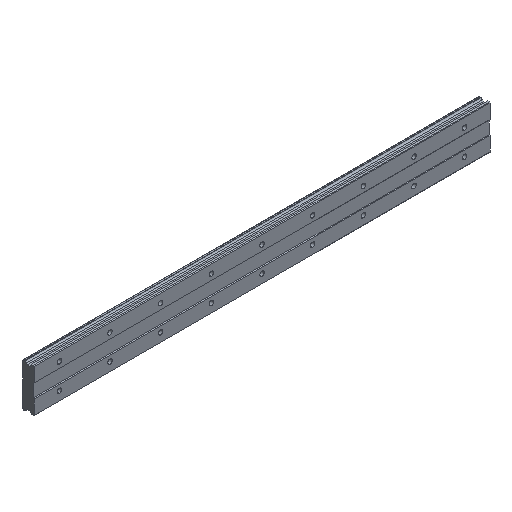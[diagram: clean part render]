
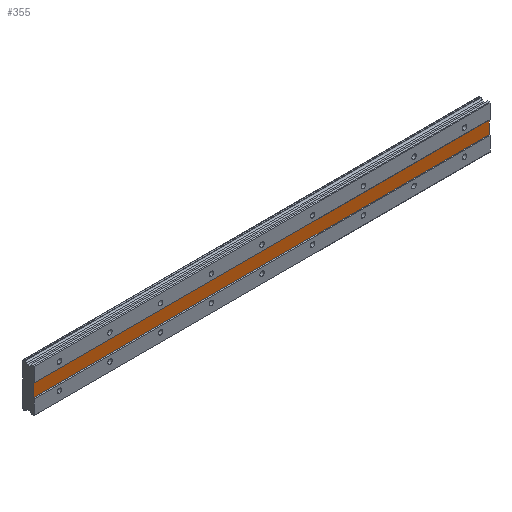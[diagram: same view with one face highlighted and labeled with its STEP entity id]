
A CAD part, isometric view. The second image highlights one B-rep face of the part: STEP entity #355.
In plain terms, the highlighted planar face has unit normal (0, -1, 0).
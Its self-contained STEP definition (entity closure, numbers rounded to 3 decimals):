
#155 = VECTOR ( 'NONE', #1479, 1000. ) ;
#226 = VERTEX_POINT ( 'NONE', #771 ) ;
#263 = DIRECTION ( 'NONE',  ( 0., 1., 0. ) ) ;
#355 = ADVANCED_FACE ( 'NONE', ( #1712 ), #2635, .F. ) ;
#476 = DIRECTION ( 'NONE',  ( 1., 0., 0. ) ) ;
#541 = ORIENTED_EDGE ( 'NONE', *, *, #3363, .F. ) ;
#575 = LINE ( 'NONE', #2965, #155 ) ;
#752 = CARTESIAN_POINT ( 'NONE',  ( -40., 1., 10. ) ) ;
#771 = CARTESIAN_POINT ( 'NONE',  ( 680., 1., 10. ) ) ;
#785 = VECTOR ( 'NONE', #3349, 1000. ) ;
#812 = DIRECTION ( 'NONE',  ( 0., 0., 1. ) ) ;
#873 = CARTESIAN_POINT ( 'NONE',  ( 680., 1., 10. ) ) ;
#996 = VECTOR ( 'NONE', #476, 1000. ) ;
#1067 = CARTESIAN_POINT ( 'NONE',  ( 680., 1., 10. ) ) ;
#1143 = CARTESIAN_POINT ( 'NONE',  ( 680., 1., -10. ) ) ;
#1161 = VERTEX_POINT ( 'NONE', #1190 ) ;
#1190 = CARTESIAN_POINT ( 'NONE',  ( -40., 1., -10. ) ) ;
#1479 = DIRECTION ( 'NONE',  ( 0., 0., -1. ) ) ;
#1712 = FACE_OUTER_BOUND ( 'NONE', #2300, .T. ) ;
#1783 = ORIENTED_EDGE ( 'NONE', *, *, #3173, .F. ) ;
#1842 = CARTESIAN_POINT ( 'NONE',  ( 680., 1., -10. ) ) ;
#1928 = VECTOR ( 'NONE', #3773, 1000. ) ;
#2082 = EDGE_CURVE ( 'NONE', #1161, #3771, #2763, .T. ) ;
#2300 = EDGE_LOOP ( 'NONE', ( #3462, #1783, #541, #3816 ) ) ;
#2354 = EDGE_CURVE ( 'NONE', #2645, #1161, #575, .T. ) ;
#2635 = PLANE ( 'NONE',  #2805 ) ;
#2645 = VERTEX_POINT ( 'NONE', #752 ) ;
#2763 = LINE ( 'NONE', #1842, #785 ) ;
#2805 = AXIS2_PLACEMENT_3D ( 'NONE', #873, #263, #812 ) ;
#2882 = LINE ( 'NONE', #3231, #1928 ) ;
#2965 = CARTESIAN_POINT ( 'NONE',  ( -40., 1., 34.482 ) ) ;
#3173 = EDGE_CURVE ( 'NONE', #226, #3771, #2882, .T. ) ;
#3231 = CARTESIAN_POINT ( 'NONE',  ( 680., 1., 34.482 ) ) ;
#3349 = DIRECTION ( 'NONE',  ( 1., 0., 0. ) ) ;
#3363 = EDGE_CURVE ( 'NONE', #2645, #226, #3472, .T. ) ;
#3462 = ORIENTED_EDGE ( 'NONE', *, *, #2082, .T. ) ;
#3472 = LINE ( 'NONE', #1067, #996 ) ;
#3771 = VERTEX_POINT ( 'NONE', #1143 ) ;
#3773 = DIRECTION ( 'NONE',  ( 0., 0., -1. ) ) ;
#3816 = ORIENTED_EDGE ( 'NONE', *, *, #2354, .T. ) ;
